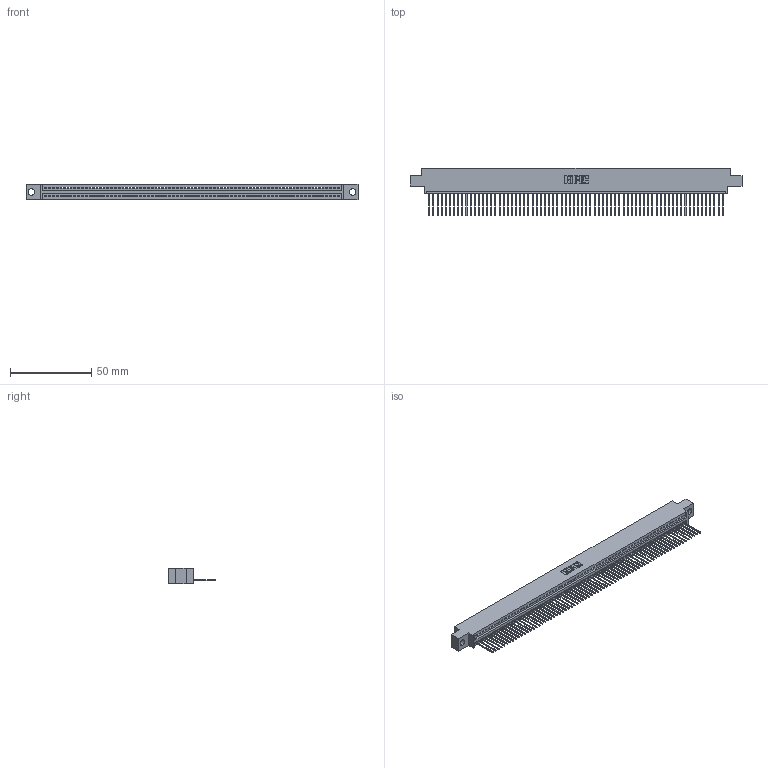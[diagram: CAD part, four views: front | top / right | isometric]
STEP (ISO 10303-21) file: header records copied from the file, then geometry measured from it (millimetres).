
FILE_DESCRIPTION (( 'STEP AP203' ), '1' );
FILE_NAME ('345-072-540-604.STEP', '2019-10-15T10:59:48', ( '' ), ( '' ), 'SwSTEP 2.0', 'SolidWorks 2016', '' );
FILE_SCHEMA (( 'CONFIG_CONTROL_DESIGN' ));
Products named in the file (3): 345-292-001_345-293-140; 345-072-540-604; 345 Part_0.170 Offset - 0.156 Dia-TH
Assembly tree (73 placements, depth 2):
  345-072-540-604
    345 Part_0.170 Offset - 0.156 Dia-TH
    345-292-001_345-293-140  x72
Bounding box: 204.09 x 29.13 x 9.4 mm (x, y, z)
Volume: 19526.6 mm3; surface area: 26993.7 mm2
Topology: 73 solids, 73 shells, 4306 faces, 13025 edges, 8586 vertices
Faces by surface type: plane 2964, cylinder 1342
Entity records: 50303 total; most frequent: ORIENTED_EDGE 8726, CARTESIAN_POINT 8720, DIRECTION 7571, EDGE_CURVE 4363, LINE 3943, VECTOR 3943, VERTEX_POINT 2906, AXIS2_PLACEMENT_3D 1814
